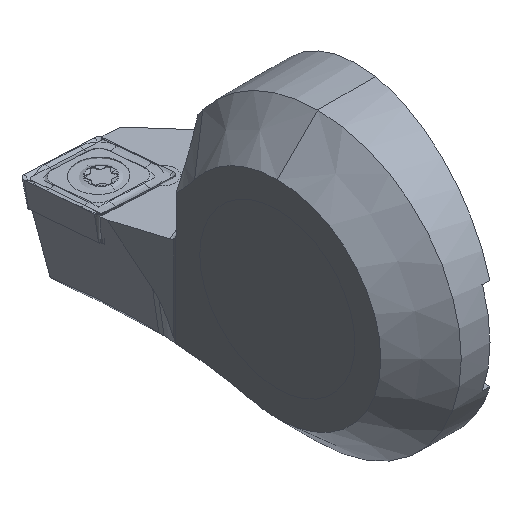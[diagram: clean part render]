
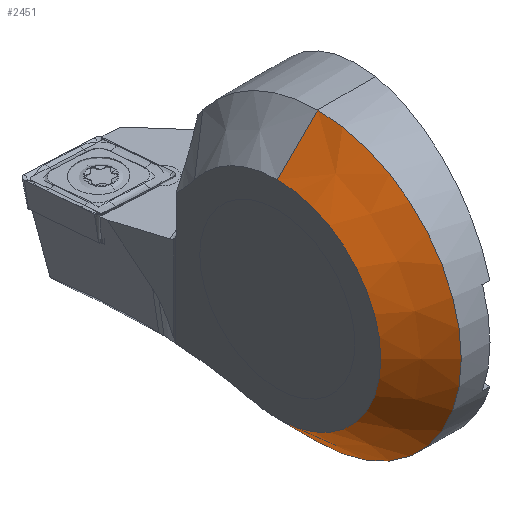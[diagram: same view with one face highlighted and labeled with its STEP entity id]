
A CAD part, isometric view. The second image highlights one B-rep face of the part: STEP entity #2451.
In plain terms, the highlighted conical face has half-angle 45 degrees and reference radius 12.5 mm.
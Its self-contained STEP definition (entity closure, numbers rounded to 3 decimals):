
#74 = FACE_OUTER_BOUND ( 'NONE', #2828, .T. ) ;
#212 = CIRCLE ( 'NONE', #1447, 9. ) ;
#307 = EDGE_CURVE ( 'NONE', #697, #3220, #212, .T. ) ;
#315 = ORIENTED_EDGE ( 'NONE', *, *, #307, .F. ) ;
#690 = CARTESIAN_POINT ( 'NONE',  ( -3.5, 0., 0. ) ) ;
#697 = VERTEX_POINT ( 'NONE', #2790 ) ;
#824 = DIRECTION ( 'NONE',  ( 1., 0., 0. ) ) ;
#859 = DIRECTION ( 'NONE',  ( 0., 0., -1. ) ) ;
#1447 = AXIS2_PLACEMENT_3D ( 'NONE', #4921, #5133, #4903 ) ;
#1470 = DIRECTION ( 'NONE',  ( 0., 0., 1. ) ) ;
#1672 = CIRCLE ( 'NONE', #2069, 12.5 ) ;
#1953 = EDGE_CURVE ( 'NONE', #4555, #3455, #1672, .T. ) ;
#2045 = CONICAL_SURFACE ( 'NONE', #4365, 12.5, 0.785 ) ;
#2069 = AXIS2_PLACEMENT_3D ( 'NONE', #3825, #3713, #1470 ) ;
#2431 = CARTESIAN_POINT ( 'NONE',  ( -7., 0., 9. ) ) ;
#2451 = ADVANCED_FACE ( 'NONE', ( #74 ), #2045, .T. ) ;
#2754 = LINE ( 'NONE', #3357, #3667 ) ;
#2790 = CARTESIAN_POINT ( 'NONE',  ( -7., 0., -9. ) ) ;
#2828 = EDGE_LOOP ( 'NONE', ( #4777, #315, #3459, #3822 ) ) ;
#2835 = EDGE_CURVE ( 'NONE', #3220, #3455, #3933, .T. ) ;
#3220 = VERTEX_POINT ( 'NONE', #2431 ) ;
#3357 = CARTESIAN_POINT ( 'NONE',  ( -3.5, 0., -12.5 ) ) ;
#3455 = VERTEX_POINT ( 'NONE', #3856 ) ;
#3459 = ORIENTED_EDGE ( 'NONE', *, *, #3753, .T. ) ;
#3626 = DIRECTION ( 'NONE',  ( 0.707, 0., 0.707 ) ) ;
#3667 = VECTOR ( 'NONE', #3747, 1000. ) ;
#3713 = DIRECTION ( 'NONE',  ( -1., 0., 0. ) ) ;
#3747 = DIRECTION ( 'NONE',  ( 0.707, 0., -0.707 ) ) ;
#3753 = EDGE_CURVE ( 'NONE', #697, #4555, #2754, .T. ) ;
#3789 = CARTESIAN_POINT ( 'NONE',  ( -3.5, 0., -12.5 ) ) ;
#3822 = ORIENTED_EDGE ( 'NONE', *, *, #1953, .T. ) ;
#3825 = CARTESIAN_POINT ( 'NONE',  ( -3.5, 0., 0. ) ) ;
#3856 = CARTESIAN_POINT ( 'NONE',  ( -3.5, 0., 12.5 ) ) ;
#3933 = LINE ( 'NONE', #4747, #4703 ) ;
#4365 = AXIS2_PLACEMENT_3D ( 'NONE', #690, #824, #859 ) ;
#4555 = VERTEX_POINT ( 'NONE', #3789 ) ;
#4703 = VECTOR ( 'NONE', #3626, 1000. ) ;
#4747 = CARTESIAN_POINT ( 'NONE',  ( -3.5, 0., 12.5 ) ) ;
#4777 = ORIENTED_EDGE ( 'NONE', *, *, #2835, .F. ) ;
#4903 = DIRECTION ( 'NONE',  ( 0., 0., -1. ) ) ;
#4921 = CARTESIAN_POINT ( 'NONE',  ( -7., 0., 0. ) ) ;
#5133 = DIRECTION ( 'NONE',  ( -1., 0., 0. ) ) ;
